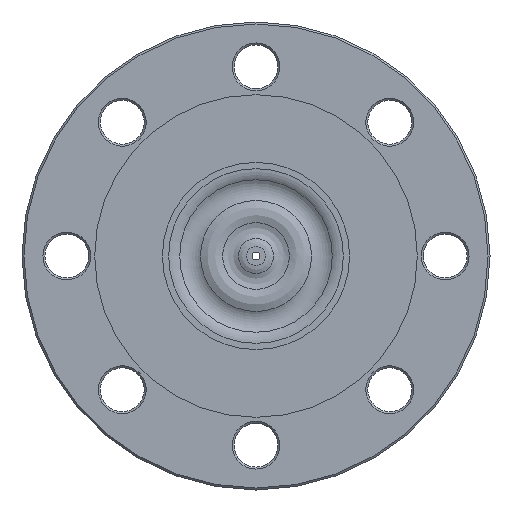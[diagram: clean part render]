
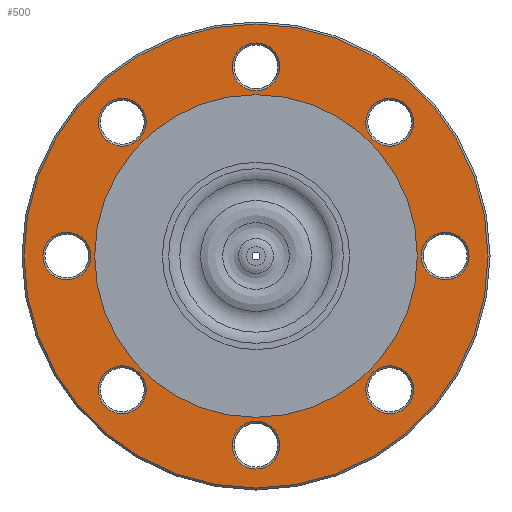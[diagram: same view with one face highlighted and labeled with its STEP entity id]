
A CAD part, front view. The second image highlights one B-rep face of the part: STEP entity #500.
In plain terms, the highlighted planar face has unit normal (0, -1, 0).
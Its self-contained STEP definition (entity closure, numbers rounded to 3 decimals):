
#33=PLANE('',#544);
#39=FACE_BOUND('',#136,.T.);
#40=FACE_BOUND('',#137,.T.);
#41=FACE_BOUND('',#138,.T.);
#42=FACE_BOUND('',#139,.T.);
#43=FACE_BOUND('',#140,.T.);
#44=FACE_BOUND('',#141,.T.);
#45=FACE_BOUND('',#142,.T.);
#46=FACE_BOUND('',#143,.T.);
#47=FACE_BOUND('',#144,.T.);
#94=FACE_OUTER_BOUND('',#135,.T.);
#135=EDGE_LOOP('',(#381));
#136=EDGE_LOOP('',(#382));
#137=EDGE_LOOP('',(#383));
#138=EDGE_LOOP('',(#384));
#139=EDGE_LOOP('',(#385));
#140=EDGE_LOOP('',(#386));
#141=EDGE_LOOP('',(#387));
#142=EDGE_LOOP('',(#388));
#143=EDGE_LOOP('',(#389));
#144=EDGE_LOOP('',(#390));
#229=CIRCLE('',#543,12.);
#230=CIRCLE('',#545,116.5);
#231=CIRCLE('',#546,12.);
#232=CIRCLE('',#547,12.);
#233=CIRCLE('',#548,12.);
#234=CIRCLE('',#549,12.);
#235=CIRCLE('',#550,81.);
#236=CIRCLE('',#551,12.);
#237=CIRCLE('',#552,12.);
#238=CIRCLE('',#553,12.);
#279=VERTEX_POINT('',#814);
#280=VERTEX_POINT('',#817);
#281=VERTEX_POINT('',#819);
#282=VERTEX_POINT('',#821);
#283=VERTEX_POINT('',#823);
#284=VERTEX_POINT('',#825);
#285=VERTEX_POINT('',#827);
#286=VERTEX_POINT('',#829);
#287=VERTEX_POINT('',#831);
#288=VERTEX_POINT('',#833);
#329=EDGE_CURVE('',#279,#279,#229,.T.);
#330=EDGE_CURVE('',#280,#280,#230,.T.);
#331=EDGE_CURVE('',#281,#281,#231,.T.);
#332=EDGE_CURVE('',#282,#282,#232,.T.);
#333=EDGE_CURVE('',#283,#283,#233,.T.);
#334=EDGE_CURVE('',#284,#284,#234,.T.);
#335=EDGE_CURVE('',#285,#285,#235,.T.);
#336=EDGE_CURVE('',#286,#286,#236,.T.);
#337=EDGE_CURVE('',#287,#287,#237,.T.);
#338=EDGE_CURVE('',#288,#288,#238,.T.);
#381=ORIENTED_EDGE('',*,*,#330,.F.);
#382=ORIENTED_EDGE('',*,*,#331,.F.);
#383=ORIENTED_EDGE('',*,*,#332,.F.);
#384=ORIENTED_EDGE('',*,*,#333,.F.);
#385=ORIENTED_EDGE('',*,*,#334,.F.);
#386=ORIENTED_EDGE('',*,*,#335,.F.);
#387=ORIENTED_EDGE('',*,*,#336,.F.);
#388=ORIENTED_EDGE('',*,*,#337,.F.);
#389=ORIENTED_EDGE('',*,*,#338,.F.);
#390=ORIENTED_EDGE('',*,*,#329,.F.);
#500=ADVANCED_FACE('',(#94,#39,#40,#41,#42,#43,#44,#45,#46,#47),#33,.T.);
#543=AXIS2_PLACEMENT_3D('',#815,#636,#637);
#544=AXIS2_PLACEMENT_3D('',#816,#638,#639);
#545=AXIS2_PLACEMENT_3D('',#818,#640,#641);
#546=AXIS2_PLACEMENT_3D('',#820,#642,#643);
#547=AXIS2_PLACEMENT_3D('',#822,#644,#645);
#548=AXIS2_PLACEMENT_3D('',#824,#646,#647);
#549=AXIS2_PLACEMENT_3D('',#826,#648,#649);
#550=AXIS2_PLACEMENT_3D('',#828,#650,#651);
#551=AXIS2_PLACEMENT_3D('',#830,#652,#653);
#552=AXIS2_PLACEMENT_3D('',#832,#654,#655);
#553=AXIS2_PLACEMENT_3D('',#834,#656,#657);
#636=DIRECTION('center_axis',(0.,-1.,0.));
#637=DIRECTION('ref_axis',(0.707,0.,0.707));
#638=DIRECTION('center_axis',(0.,-1.,0.));
#639=DIRECTION('ref_axis',(0.,0.,-1.));
#640=DIRECTION('center_axis',(0.,1.,0.));
#641=DIRECTION('ref_axis',(-1.,0.,0.));
#642=DIRECTION('center_axis',(0.,-1.,0.));
#643=DIRECTION('ref_axis',(0.,0.,1.));
#644=DIRECTION('center_axis',(0.,-1.,0.));
#645=DIRECTION('ref_axis',(-1.,0.,0.));
#646=DIRECTION('center_axis',(0.,-1.,0.));
#647=DIRECTION('ref_axis',(0.,0.,-1.));
#648=DIRECTION('center_axis',(0.,-1.,0.));
#649=DIRECTION('ref_axis',(1.,0.,0.));
#650=DIRECTION('center_axis',(0.,-1.,0.));
#651=DIRECTION('ref_axis',(1.,0.,0.));
#652=DIRECTION('center_axis',(0.,-1.,0.));
#653=DIRECTION('ref_axis',(0.707,0.,-0.707));
#654=DIRECTION('center_axis',(0.,-1.,0.));
#655=DIRECTION('ref_axis',(-0.707,0.,-0.707));
#656=DIRECTION('center_axis',(0.,-1.,0.));
#657=DIRECTION('ref_axis',(-0.707,0.,0.707));
#814=CARTESIAN_POINT('',(-75.66,3.,58.69));
#815=CARTESIAN_POINT('Origin',(-67.175,3.,67.175));
#816=CARTESIAN_POINT('Origin',(99.25,3.,0.));
#817=CARTESIAN_POINT('',(116.5,3.,0.));
#818=CARTESIAN_POINT('Origin',(0.,3.,0.));
#819=CARTESIAN_POINT('',(-95.,3.,-12.));
#820=CARTESIAN_POINT('Origin',(-95.,3.,0.));
#821=CARTESIAN_POINT('',(12.,3.,-95.));
#822=CARTESIAN_POINT('Origin',(0.,3.,-95.));
#823=CARTESIAN_POINT('',(95.,3.,12.));
#824=CARTESIAN_POINT('Origin',(95.,3.,0.));
#825=CARTESIAN_POINT('',(-12.,3.,95.));
#826=CARTESIAN_POINT('Origin',(0.,3.,95.));
#827=CARTESIAN_POINT('',(81.,3.,0.));
#828=CARTESIAN_POINT('Origin',(0.,3.,0.));
#829=CARTESIAN_POINT('',(58.69,3.,75.66));
#830=CARTESIAN_POINT('Origin',(67.175,3.,67.175));
#831=CARTESIAN_POINT('',(75.66,3.,-58.69));
#832=CARTESIAN_POINT('Origin',(67.175,3.,-67.175));
#833=CARTESIAN_POINT('',(-58.69,3.,-75.66));
#834=CARTESIAN_POINT('Origin',(-67.175,3.,-67.175));
